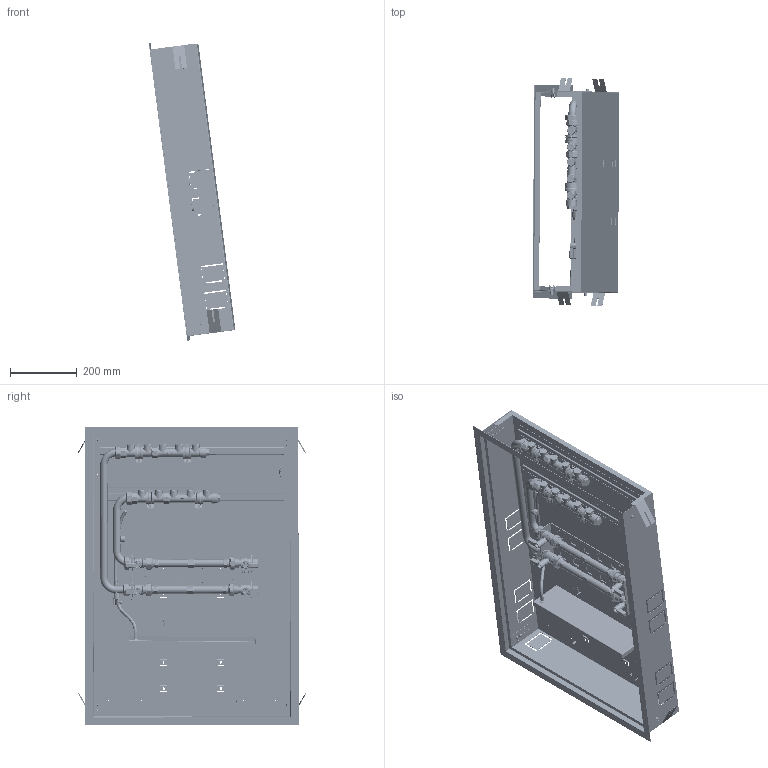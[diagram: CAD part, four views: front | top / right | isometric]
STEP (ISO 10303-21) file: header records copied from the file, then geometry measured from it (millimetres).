
FILE_DESCRIPTION(('CATIA V5 STEP Exchange','CAx-IF Rec.Pracs.--- Model Styling and Organization---1.4--- 2014-01-23','CAx-IF Rec.Pracs.---3D Tessellated Data Validation Properties---0.5---2014-09-14'),'2;1');
FILE_NAME('STEP_70009E_-_TST.stp','2022-01-31T13:08:37+00:00',('none'),('none'),'CATIA Version 5-6 Release 2019 SP3','CATIA V5 STEP AP242 v1','none');
FILE_SCHEMA(('AP242_MANAGED_MODEL_BASED_3D_ENGINEERING_MIM_LF {1 0 10303 442 1 1 4}'));
Products named in the file (1): 70009E - TST
Bounding box: 259.98 x 683.19 x 895.98 mm (x, y, z)
Volume: 2580968.8 mm3; surface area: 2701853 mm2
Topology: 14 solids, 19 shells, 11068 faces, 26626 edges, 15004 vertices
Faces by surface type: bspline 5159, cylinder 2045, plane 1986, sphere 776, cone 634, torus 458, extrusion 6, revolution 4
Entity records: 615011 total; most frequent: CARTESIAN_POINT 417510, ORIENTED_EDGE 51586, EDGE_CURVE 25793, DIRECTION 19792, VERTEX_POINT 15004, B_SPLINE_CURVE_WITH_KNOTS 14262, EDGE_LOOP 11567, ADVANCED_FACE 11068
